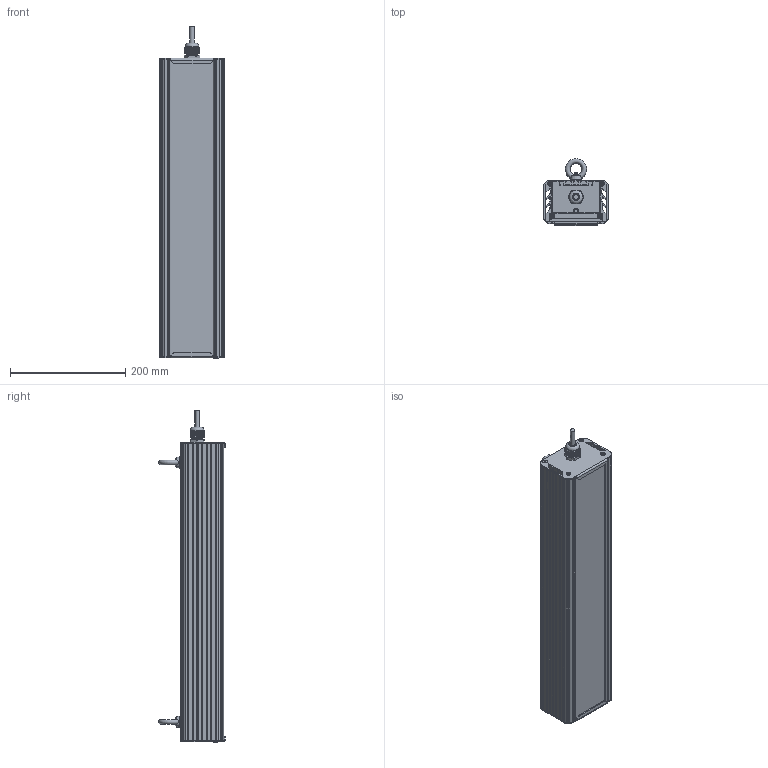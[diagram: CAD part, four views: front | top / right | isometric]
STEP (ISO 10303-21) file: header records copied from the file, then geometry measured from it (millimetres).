
FILE_DESCRIPTION(('STEP AP214'), '1');
FILE_NAME('001.0070.17.000 - ÃÑÏ-Ïðèìà-70', '2024-06-17T17:25:32', ('Ëóêîíèí Å Ï'), ('ÎÊÁ Ñâîé Ñòèëü'), 'C3D Converter', 'C3D Toolkit', '');
FILE_SCHEMA(('AUTOMOTIVE_DESIGN { 1 0 10303 214 3 1 1}'));
Length unit declared in the file: millimetre
Products named in the file (25): 001.0070.17.000; 001.0065.02.000
Assembly tree (51 placements, depth 4):
  001.0070.17.000
    (unnamed)
      (unnamed)
      (unnamed)
      (unnamed)  x4
      (unnamed)
      (unnamed)  x4
      (unnamed)
      (unnamed)
      (unnamed)
      (unnamed)  x7
        (unnamed)
        (unnamed)
        (unnamed)
        (unnamed)
        (unnamed)
        (unnamed)
        (unnamed)
        (unnamed)
        (unnamed)
      (unnamed)
        (unnamed)
    001.0065.02.000  x2
      (unnamed)
      (unnamed)
Bounding box: 112.19 x 115.42 x 576 mm (x, y, z)
Volume: 985724.9 mm3; surface area: 836555.4 mm2
Topology: 258 solids, 258 shells, 3219 faces, 8004 edges, 5402 vertices
Faces by surface type: plane 2097, cylinder 955, cone 100, bspline 33, sphere 21, torus 13
Full cylindrical faces by diameter (mm): 1 x21, 2 x14, 2.5 x28, 2.8 x175, 3.2 x21, 3.5 x35, 4 x8, 6 x2, 8 x8, 12 x1, 12.5 x1, 16 x1, 18.5 x3, 20 x1, 23.5 x1
Entity records: 98194 total; most frequent: CARTESIAN_POINT 44255, DIRECTION 7894, ORIENTED_EDGE 7852, EDGE_CURVE 3926, AXIS2_PLACEMENT_3D 2808, VERTEX_POINT 2702, COLOUR_RGB 2482, PRESENTATION_STYLE_ASSIGNMENT 2482
